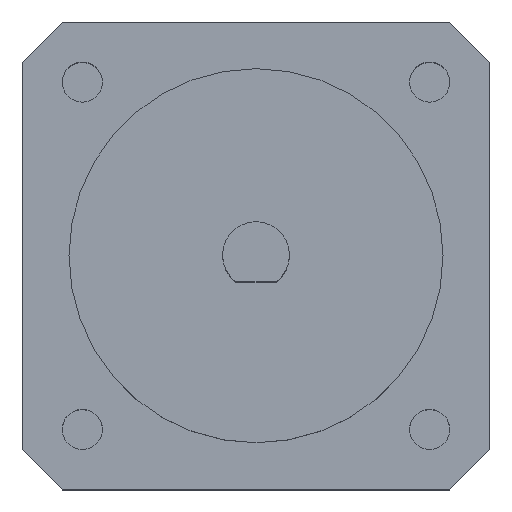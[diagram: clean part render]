
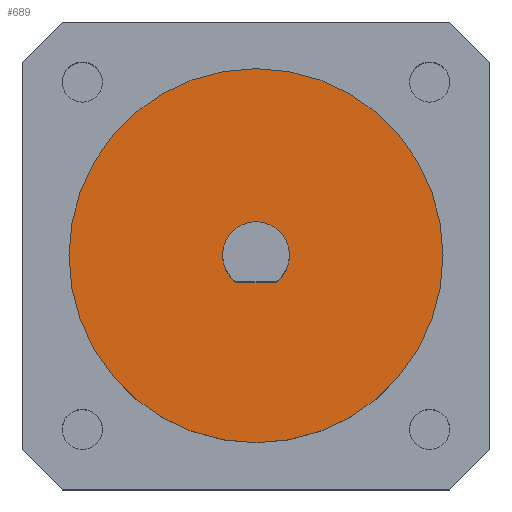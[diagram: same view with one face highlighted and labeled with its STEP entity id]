
A CAD part, top view. The second image highlights one B-rep face of the part: STEP entity #689.
In plain terms, the highlighted planar face has unit normal (0, 0, 1).
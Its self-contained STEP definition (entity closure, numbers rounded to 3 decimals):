
#15=FACE_BOUND('',#104,.T.);
#61=FACE_OUTER_BOUND('',#103,.T.);
#103=EDGE_LOOP('',(#515));
#104=EDGE_LOOP('',(#516,#517));
#141=CIRCLE('',#737,2.5);
#146=CIRCLE('',#750,14.);
#162=LINE('',#1001,#235);
#235=VECTOR('',#804,10.);
#308=VERTEX_POINT('',#998);
#309=VERTEX_POINT('',#1000);
#334=VERTEX_POINT('',#1067);
#371=EDGE_CURVE('',#308,#309,#162,.T.);
#373=EDGE_CURVE('',#308,#309,#141,.T.);
#404=EDGE_CURVE('',#334,#334,#146,.T.);
#515=ORIENTED_EDGE('',*,*,#404,.T.);
#516=ORIENTED_EDGE('',*,*,#373,.T.);
#517=ORIENTED_EDGE('',*,*,#371,.F.);
#656=PLANE('',#752);
#689=ADVANCED_FACE('',(#61,#15),#656,.T.);
#737=AXIS2_PLACEMENT_3D('',#1004,#808,#809);
#750=AXIS2_PLACEMENT_3D('',#1068,#860,#861);
#752=AXIS2_PLACEMENT_3D('',#1072,#865,#866);
#804=DIRECTION('',(1.,0.,0.));
#808=DIRECTION('center_axis',(0.,0.,-1.));
#809=DIRECTION('ref_axis',(1.,0.,0.));
#860=DIRECTION('center_axis',(0.,0.,1.));
#861=DIRECTION('ref_axis',(1.,0.,0.));
#865=DIRECTION('center_axis',(0.,0.,1.));
#866=DIRECTION('ref_axis',(1.,0.,0.));
#998=CARTESIAN_POINT('',(-1.5,-2.,2.));
#1000=CARTESIAN_POINT('',(1.5,-2.,2.));
#1001=CARTESIAN_POINT('',(-1.5,-2.,2.));
#1004=CARTESIAN_POINT('Origin',(0.,0.,2.));
#1067=CARTESIAN_POINT('',(-14.,0.,2.));
#1068=CARTESIAN_POINT('Origin',(0.,0.,2.));
#1072=CARTESIAN_POINT('Origin',(0.,0.,2.));
